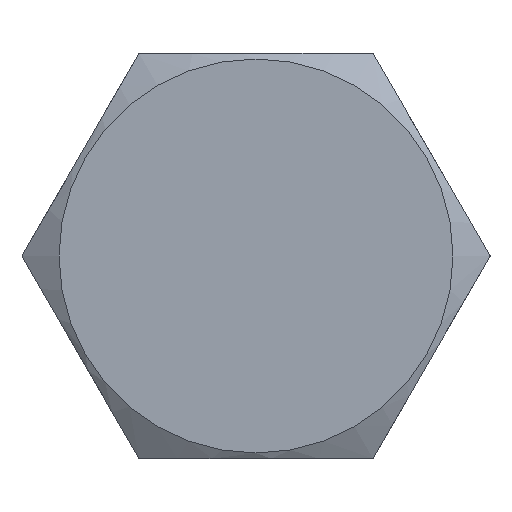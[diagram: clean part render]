
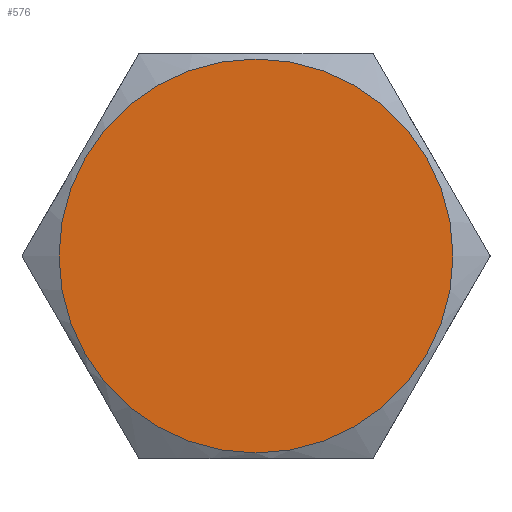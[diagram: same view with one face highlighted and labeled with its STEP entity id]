
A CAD part, left-side view. The second image highlights one B-rep face of the part: STEP entity #576.
In plain terms, the highlighted planar face has unit normal (-1, 0, 0).
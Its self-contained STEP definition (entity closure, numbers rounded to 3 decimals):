
#506=CARTESIAN_POINT('',(0.0,5.4,0.0));
#507=VERTEX_POINT('',#506);
#508=CARTESIAN_POINT('',(0.0,0.0,0.0));
#509=DIRECTION('',(1.0,0.0,0.0));
#510=DIRECTION('',(0.0,1.0,0.0));
#511=AXIS2_PLACEMENT_3D('',#508,#509,#510);
#512=CIRCLE('',#511,5.4);
#513=EDGE_CURVE('',#507,#507,#512,.T.);
#568=CARTESIAN_POINT('',(0.0,2.7,0.0));
#569=DIRECTION('',(-1.0,0.0,0.0));
#570=DIRECTION('',(0.0,0.0,1.0));
#571=AXIS2_PLACEMENT_3D('',#568,#569,#570);
#572=PLANE('',#571);
#573=ORIENTED_EDGE('',*,*,#513,.F.);
#574=EDGE_LOOP('',(#573));
#575=FACE_OUTER_BOUND('',#574,.T.);
#576=ADVANCED_FACE('',(#575),#572,.T.);
